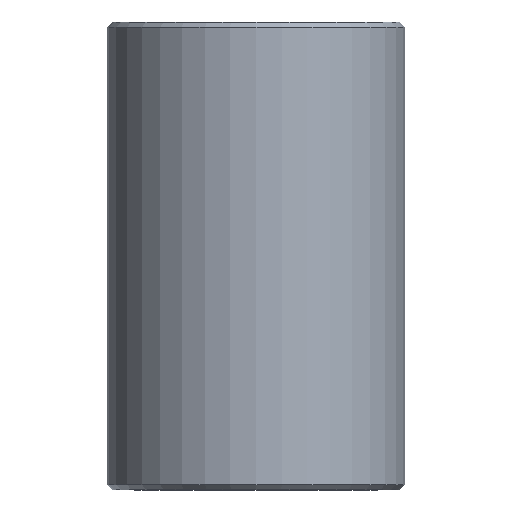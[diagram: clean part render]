
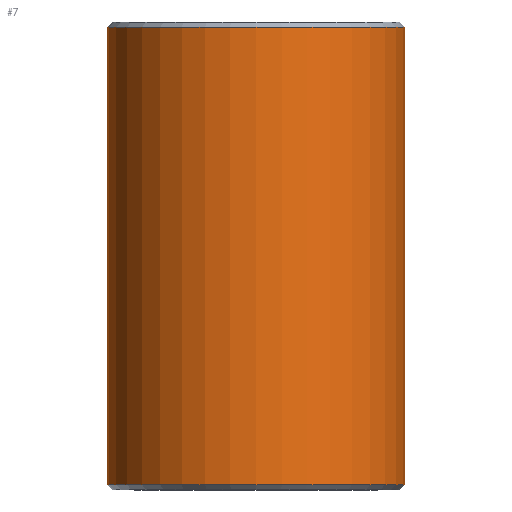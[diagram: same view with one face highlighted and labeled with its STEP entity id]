
A CAD part, front view. The second image highlights one B-rep face of the part: STEP entity #7.
In plain terms, the highlighted cylindrical face has radius 5.723 mm (diameter 11.445 mm), a partial arc.
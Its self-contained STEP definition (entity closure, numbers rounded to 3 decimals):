
#6 = EDGE_CURVE ( 'NONE', #71, #20, #198, .T. ) ;
#7 = ADVANCED_FACE ( 'NONE', ( #161 ), #160, .T. ) ;
#8 = EDGE_LOOP ( 'NONE', ( #9, #10, #39, #40 ) ) ;
#9 = ORIENTED_EDGE ( 'NONE', *, *, #30, .F. ) ;
#10 = ORIENTED_EDGE ( 'NONE', *, *, #19, .T. ) ;
#16 = VERTEX_POINT ( 'NONE', #142 ) ;
#19 = EDGE_CURVE ( 'NONE', #16, #71, #158, .T. ) ;
#20 = VERTEX_POINT ( 'NONE', #154 ) ;
#23 = VERTEX_POINT ( 'NONE', #148 ) ;
#30 = EDGE_CURVE ( 'NONE', #16, #23, #173, .T. ) ;
#39 = ORIENTED_EDGE ( 'NONE', *, *, #6, .T. ) ;
#40 = ORIENTED_EDGE ( 'NONE', *, *, #41, .F. ) ;
#41 = EDGE_CURVE ( 'NONE', #23, #20, #169, .T. ) ;
#71 = VERTEX_POINT ( 'NONE', #232 ) ;
#130 = DIRECTION ( 'NONE',  ( 0., 0., 1. ) ) ;
#131 = AXIS2_PLACEMENT_3D ( 'NONE', #159, #130, #135 ) ;
#135 = DIRECTION ( 'NONE',  ( 1., 0., 0. ) ) ;
#136 = CARTESIAN_POINT ( 'NONE',  ( 0., 0., -17.8 ) ) ;
#142 = CARTESIAN_POINT ( 'NONE',  ( -5.723, 0., -17.8 ) ) ;
#148 = CARTESIAN_POINT ( 'NONE',  ( -5.723, 0., -0.2 ) ) ;
#154 = CARTESIAN_POINT ( 'NONE',  ( 5.723, 0., -0.2 ) ) ;
#155 = DIRECTION ( 'NONE',  ( 1., 0., 0. ) ) ;
#156 = DIRECTION ( 'NONE',  ( 0., 0., 1. ) ) ;
#157 = AXIS2_PLACEMENT_3D ( 'NONE', #136, #156, #155 ) ;
#158 = CIRCLE ( 'NONE', #157, 5.723 ) ;
#159 = CARTESIAN_POINT ( 'NONE',  ( 0., 0., 0. ) ) ;
#160 = CYLINDRICAL_SURFACE ( 'NONE', #131, 5.723 ) ;
#161 = FACE_OUTER_BOUND ( 'NONE', #8, .T. ) ;
#162 = VECTOR ( 'NONE', #196, 1000. ) ;
#165 = DIRECTION ( 'NONE',  ( 1., 0., 0. ) ) ;
#166 = DIRECTION ( 'NONE',  ( 0., 0., 1. ) ) ;
#167 = CARTESIAN_POINT ( 'NONE',  ( 0., 0., -0.2 ) ) ;
#168 = AXIS2_PLACEMENT_3D ( 'NONE', #167, #166, #165 ) ;
#169 = CIRCLE ( 'NONE', #168, 5.723 ) ;
#170 = DIRECTION ( 'NONE',  ( 0., 0., 1. ) ) ;
#171 = VECTOR ( 'NONE', #170, 1000. ) ;
#172 = CARTESIAN_POINT ( 'NONE',  ( -5.723, 0., 0. ) ) ;
#173 = LINE ( 'NONE', #172, #171 ) ;
#196 = DIRECTION ( 'NONE',  ( 0., 0., 1. ) ) ;
#197 = CARTESIAN_POINT ( 'NONE',  ( 5.723, 0., 0. ) ) ;
#198 = LINE ( 'NONE', #197, #162 ) ;
#232 = CARTESIAN_POINT ( 'NONE',  ( 5.723, 0., -17.8 ) ) ;
